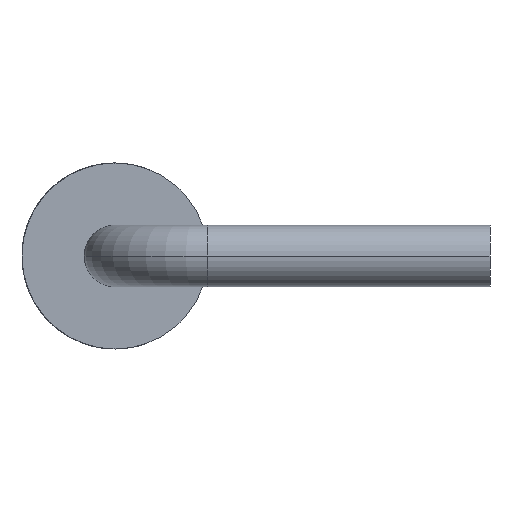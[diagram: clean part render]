
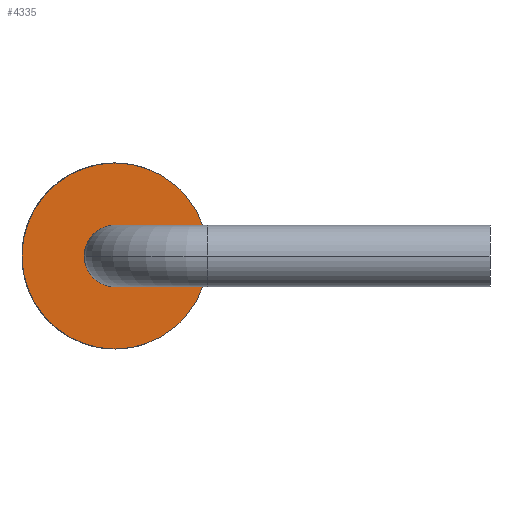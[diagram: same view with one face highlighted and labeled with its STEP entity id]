
A CAD part, left-side view. The second image highlights one B-rep face of the part: STEP entity #4335.
In plain terms, the highlighted planar face has unit normal (-1, 0, 0).
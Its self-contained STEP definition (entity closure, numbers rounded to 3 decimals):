
#53 = DIRECTION ( 'NONE',  ( 0., 0., -1. ) ) ;
#126 = AXIS2_PLACEMENT_3D ( 'NONE', #3868, #2334, #2060 ) ;
#138 = FACE_OUTER_BOUND ( 'NONE', #4290, .T. ) ;
#140 = VERTEX_POINT ( 'NONE', #1422 ) ;
#310 = CARTESIAN_POINT ( 'NONE',  ( 2.763, 2.187, 0. ) ) ;
#368 = DIRECTION ( 'NONE',  ( -1., 0., 0. ) ) ;
#412 = EDGE_LOOP ( 'NONE', ( #520, #3293 ) ) ;
#520 = ORIENTED_EDGE ( 'NONE', *, *, #3331, .F. ) ;
#567 = DIRECTION ( 'NONE',  ( 0., 0., -1. ) ) ;
#621 = ORIENTED_EDGE ( 'NONE', *, *, #3142, .F. ) ;
#986 = VERTEX_POINT ( 'NONE', #2949 ) ;
#1346 = AXIS2_PLACEMENT_3D ( 'NONE', #3722, #368, #53 ) ;
#1422 = CARTESIAN_POINT ( 'NONE',  ( 2.763, 1.794, 0. ) ) ;
#1431 = CIRCLE ( 'NONE', #1346, 0.394 ) ;
#1727 = CIRCLE ( 'NONE', #2957, 0.394 ) ;
#1785 = DIRECTION ( 'NONE',  ( -1., 0., 0. ) ) ;
#1851 = CARTESIAN_POINT ( 'NONE',  ( 2.763, 2.581, 0. ) ) ;
#2060 = DIRECTION ( 'NONE',  ( 0., 0., -1. ) ) ;
#2121 = CIRCLE ( 'NONE', #126, 1.188 ) ;
#2136 = CARTESIAN_POINT ( 'NONE',  ( 2.763, 2.188, 0. ) ) ;
#2158 = DIRECTION ( 'NONE',  ( 0., 0., -1. ) ) ;
#2334 = DIRECTION ( 'NONE',  ( 1., 0., 0. ) ) ;
#2335 = EDGE_CURVE ( 'NONE', #3821, #140, #1727, .T. ) ;
#2399 = CARTESIAN_POINT ( 'NONE',  ( 2.763, 2.188, 0. ) ) ;
#2881 = DIRECTION ( 'NONE',  ( 1., 0., 0. ) ) ;
#2947 = VERTEX_POINT ( 'NONE', #4500 ) ;
#2949 = CARTESIAN_POINT ( 'NONE',  ( 2.763, 2.188, -1.188 ) ) ;
#2957 = AXIS2_PLACEMENT_3D ( 'NONE', #310, #1785, #567 ) ;
#3098 = AXIS2_PLACEMENT_3D ( 'NONE', #2136, #2881, #2158 ) ;
#3142 = EDGE_CURVE ( 'NONE', #2947, #986, #2121, .T. ) ;
#3293 = ORIENTED_EDGE ( 'NONE', *, *, #2335, .F. ) ;
#3331 = EDGE_CURVE ( 'NONE', #140, #3821, #1431, .T. ) ;
#3481 = CIRCLE ( 'NONE', #3098, 1.188 ) ;
#3722 = CARTESIAN_POINT ( 'NONE',  ( 2.763, 2.187, 0. ) ) ;
#3821 = VERTEX_POINT ( 'NONE', #1851 ) ;
#3839 = FACE_BOUND ( 'NONE', #412, .T. ) ;
#3868 = CARTESIAN_POINT ( 'NONE',  ( 2.763, 2.188, 0. ) ) ;
#4093 = AXIS2_PLACEMENT_3D ( 'NONE', #2399, #4615, #4534 ) ;
#4249 = PLANE ( 'NONE',  #4093 ) ;
#4267 = ORIENTED_EDGE ( 'NONE', *, *, #4421, .F. ) ;
#4290 = EDGE_LOOP ( 'NONE', ( #621, #4267 ) ) ;
#4335 = ADVANCED_FACE ( 'NONE', ( #3839, #138 ), #4249, .F. ) ;
#4421 = EDGE_CURVE ( 'NONE', #986, #2947, #3481, .T. ) ;
#4500 = CARTESIAN_POINT ( 'NONE',  ( 2.763, 2.188, 1.187 ) ) ;
#4534 = DIRECTION ( 'NONE',  ( 0., 0., -1. ) ) ;
#4615 = DIRECTION ( 'NONE',  ( 1., 0., 0. ) ) ;
